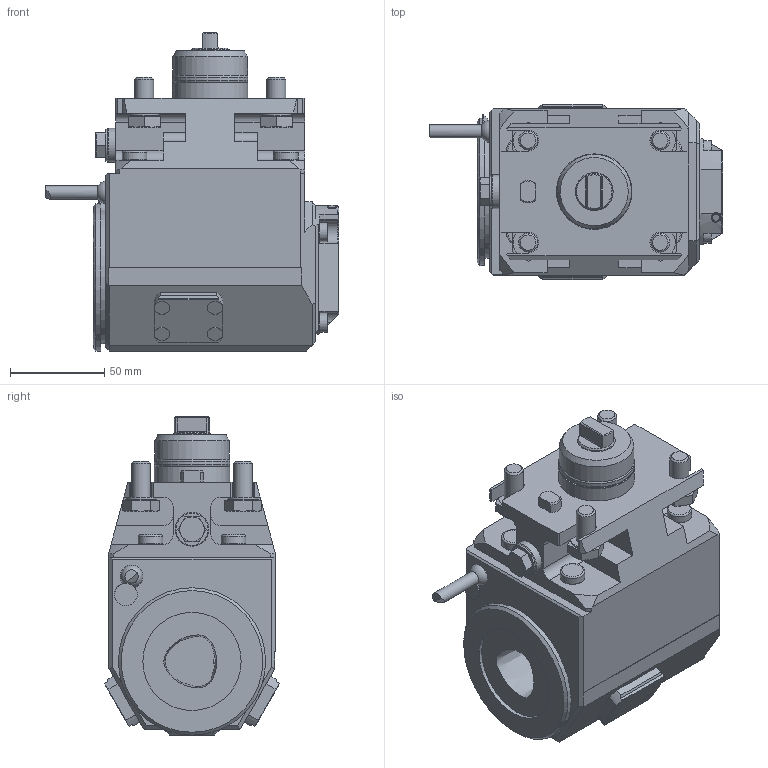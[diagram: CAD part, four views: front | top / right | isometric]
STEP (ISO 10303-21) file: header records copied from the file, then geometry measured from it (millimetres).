
FILE_DESCRIPTION(/* description */ (''),/* implementation_level */ '2;1');
FILE_NAME(/* name */ '1617107708807.stp',/* time_stamp */ '2021-03-30T14:35:14+02:00',/* author */ (''),/* organization */ ('SMS'),/* preprocessor_version */ 'ST-DEVELOPER v16.7',/* originating_system */ 'SIEMENS PLM Software NX 12.0',/* authorisation */ '');
FILE_SCHEMA (('AUTOMOTIVE_DESIGN { 1 0 10303 214 3 1 1 1 }'));
Length unit declared in the file: millimetre
Products named in the file (1): 203456084mod000_00
Bounding box: 155.3 x 92.67 x 168.5 mm (x, y, z)
Volume: 1146233.4 mm3; surface area: 91504.9 mm2
Topology: 1 solids, 1 shells, 387 faces, 963 edges, 624 vertices
Faces by surface type: plane 231, cylinder 88, cone 53, torus 11, bspline 3, sphere 1
Full cylindrical faces by diameter (mm): 2.5 x1, 5 x1, 6 x1, 7 x1, 8 x8, 10 x8, 13 x4, 14.63 x4, 16 x4, 17 x1, 18 x1, 20 x1, 39.5 x1, 40 x2, 52 x1, 70 x1, 78 x1
Entity records: 11464 total; most frequent: CARTESIAN_POINT 2609, DIRECTION 1794, ORIENTED_EDGE 1752, EDGE_CURVE 876, AXIS2_PLACEMENT_3D 656, VERTEX_POINT 597, EDGE_LOOP 495, LINE 482
